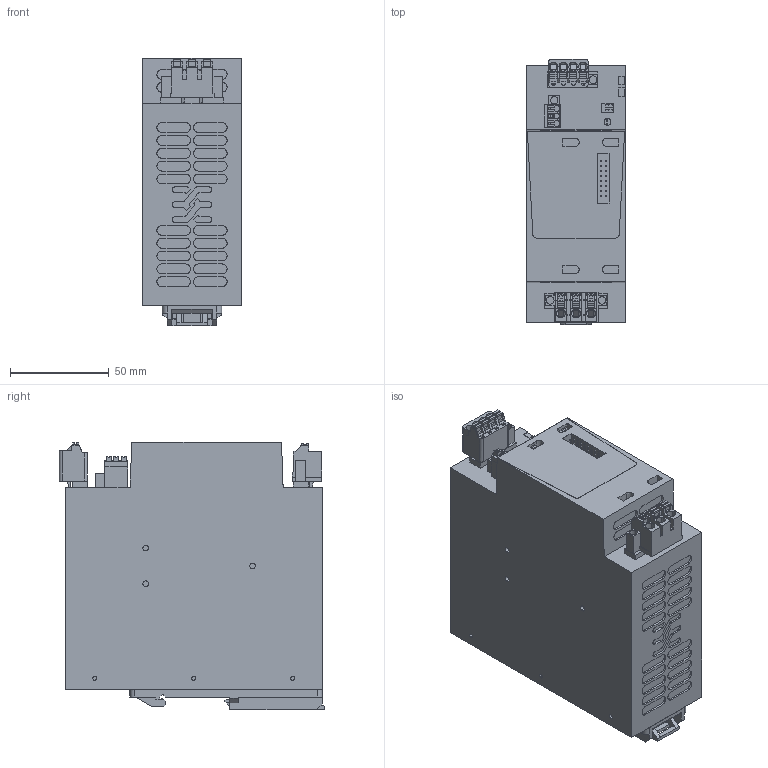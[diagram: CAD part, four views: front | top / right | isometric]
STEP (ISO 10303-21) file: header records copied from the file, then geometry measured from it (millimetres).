
FILE_DESCRIPTION(('CATIA V5 STEP Exchange','CAx-IF Rec.Pracs.--- Model Styling and Organization---1.4--- 2014-01-23'),'2;1');
FILE_NAME ('D1571357_0', '2023-04-14T12:04:08+00:00', ('none'), ('Weidmueller'), 'CATIA Version 5-6 Release 2016 SP3 HF44', 'CATIA V5 STEP AP214', 'none');
FILE_SCHEMA(('AUTOMOTIVE_DESIGN { 1 0 10303 214 1 1 1 1 }'));
Products named in the file (1): S3D_PRO_TOP2_XXX_UW
Bounding box: 50 x 134.2 x 135.5 mm (x, y, z)
Volume: 773611.7 mm3; surface area: 89050.5 mm2
Topology: 49 solids, 49 shells, 1826 faces, 5137 edges, 3551 vertices
Faces by surface type: plane 1390, cylinder 329, extrusion 87, torus 14, cone 6
Entity records: 61206 total; most frequent: CARTESIAN_POINT 14404, ORIENTED_EDGE 10274, DIRECTION 7348, EDGE_CURVE 5137, VECTOR 3823, LINE 3736, VERTEX_POINT 3551, AXIS2_PLACEMENT_3D 2095
